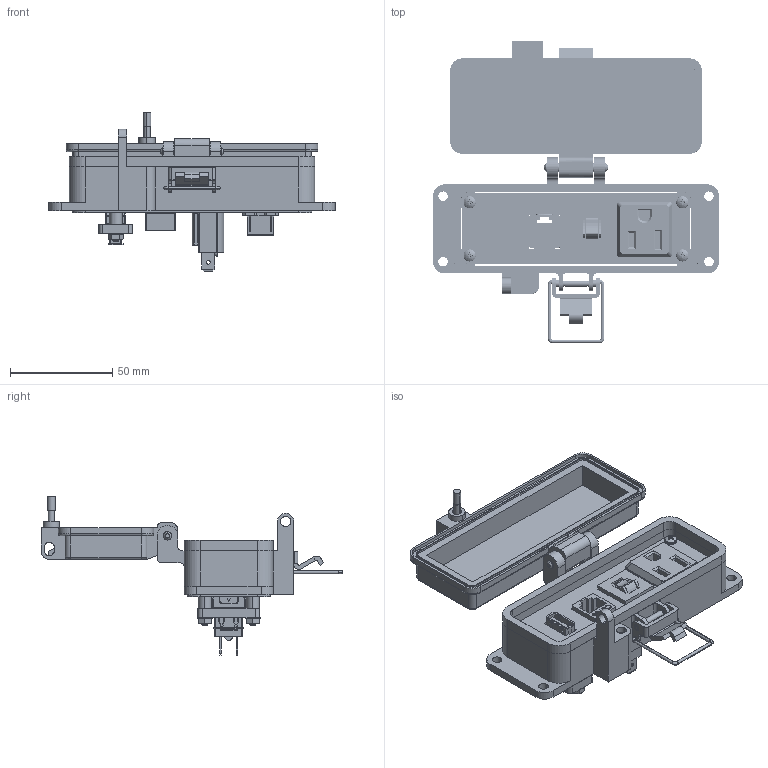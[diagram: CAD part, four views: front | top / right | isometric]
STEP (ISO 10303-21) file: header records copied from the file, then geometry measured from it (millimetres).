
FILE_DESCRIPTION (( 'STEP AP203' ), '1' );
FILE_NAME ('P-P22R2-H3R5_3D.STEP', '2021-02-09T20:10:13', ( '' ), ( '' ), 'SwSTEP 2.0', 'SolidWorks 2019', '' );
FILE_SCHEMA (( 'CONFIG_CONTROL_DESIGN' ));
Length unit declared in the file: millimetre
Products named in the file (20): Z-000-44011_4FH_90273A117; Z-002-4401_4HN_90675A005; P-P22R2-H3R5_FP060_1; 92005A124_METRIC PAN HEAD PHILLIPS MACHINE SCREW_92005A124; Z-300-USB-A-FF; Z-300-RJ45CAT5; R; CBX; P-P22R2-H3R5_3D; P22; R2; P-P22R2-H3R5_TP180_1; Z-H-H3_B; Z-001-SPR_3_4; P-P22R2-H3R5_TP060_1; Z-CB-SM; P-P22R2-H3R5_BP180_1; -H3; Z-000-4243316TFP; Z-200-OTLT-R0SQ
Assembly tree (27 placements, depth 3):
  P-P22R2-H3R5_3D
    P-P22R2-H3R5_BP180_1
    P-P22R2-H3R5_TP060_1
    Z-000-4243316TFP  x3
    P22
      Z-300-USB-A-FF
    P-P22R2-H3R5_TP180_1
    Z-000-44011_4FH_90273A117  x2
    Z-002-4401_4HN_90675A005  x2
    Z-001-SPR_3_4  x2
    P-P22R2-H3R5_FP060_1
    R2
      Z-300-RJ45CAT5
    CBX
      Z-CB-SM
    R
      Z-200-OTLT-R0SQ
    -H3
      Z-H-H3_B
    92005A124_METRIC PAN HEAD PHILLIPS MACHINE SCREW_92005A124  x4
Bounding box: 140 x 147.61 x 77.73 mm (x, y, z)
Volume: 119817 mm3; surface area: 92670.3 mm2
Topology: 29 solids, 29 shells, 3070 faces, 8663 edges, 5715 vertices
Faces by surface type: cylinder 1365, plane 1211, bspline 296, cone 154, sphere 24, torus 20
Entity records: 83973 total; most frequent: CARTESIAN_POINT 31243, ORIENTED_EDGE 11654, DIRECTION 8918, EDGE_CURVE 5827, VERTEX_POINT 3848, VECTOR 3642, LINE 3642, AXIS2_PLACEMENT_3D 2638
